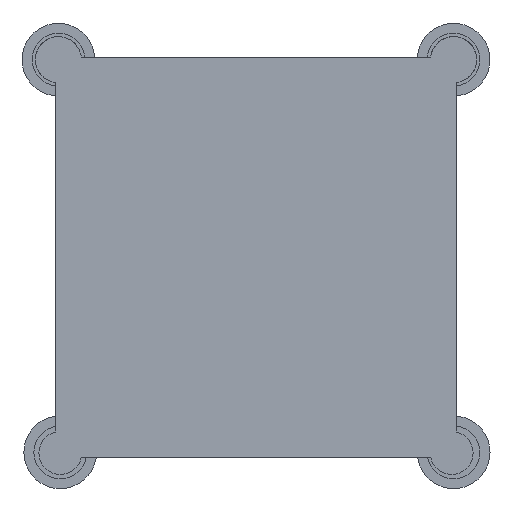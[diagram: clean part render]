
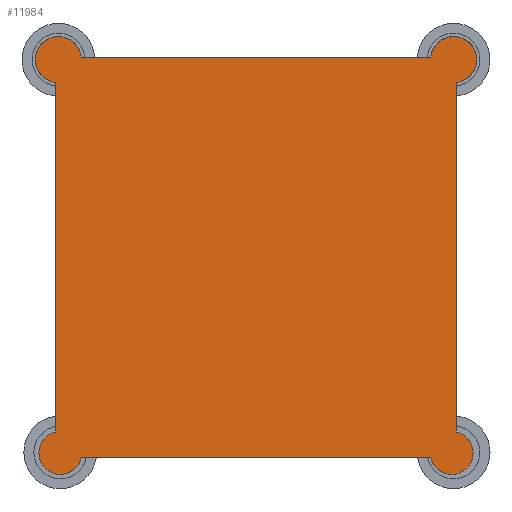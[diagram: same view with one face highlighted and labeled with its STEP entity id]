
A CAD part, front view. The second image highlights one B-rep face of the part: STEP entity #11984.
In plain terms, the highlighted planar face has unit normal (0, -1, 0).
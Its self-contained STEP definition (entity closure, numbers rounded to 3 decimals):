
#11792 = VERTEX_POINT('',#11793);
#11793 = CARTESIAN_POINT('',(11.497,7.778,
    -4.895));
#11799 = EDGE_CURVE('',#11800,#11792,#11802,.T.);
#11800 = VERTEX_POINT('',#11801);
#11801 = CARTESIAN_POINT('',(13.278,7.778,
    -6.676));
#11802 = CIRCLE('',#11803,1.607);
#11803 = AXIS2_PLACEMENT_3D('',#11804,#11805,#11806);
#11804 = CARTESIAN_POINT('',(13.093,7.778,
    -5.08));
#11805 = DIRECTION('',(0.,-1.,0.));
#11806 = DIRECTION('',(-0.993,0.,0.115
    ));
#11825 = EDGE_CURVE('',#11826,#11800,#11828,.T.);
#11826 = VERTEX_POINT('',#11827);
#11827 = CARTESIAN_POINT('',(13.278,7.778,
    -31.06));
#11828 = LINE('',#11829,#11830);
#11829 = CARTESIAN_POINT('',(13.278,7.778,
    -6.676));
#11830 = VECTOR('',#11831,1.);
#11831 = DIRECTION('',(0.,0.,1.));
#11849 = EDGE_CURVE('',#11850,#11826,#11852,.T.);
#11850 = VERTEX_POINT('',#11851);
#11851 = CARTESIAN_POINT('',(11.497,7.778,
    -32.841));
#11852 = CIRCLE('',#11853,1.496);
#11853 = AXIS2_PLACEMENT_3D('',#11854,#11855,#11856);
#11854 = CARTESIAN_POINT('',(12.958,7.778,
    -32.521));
#11855 = DIRECTION('',(0.,-1.,0.));
#11856 = DIRECTION('',(0.214,0.,0.977)
  );
#11874 = EDGE_CURVE('',#11875,#11850,#11877,.T.);
#11875 = VERTEX_POINT('',#11876);
#11876 = CARTESIAN_POINT('',(-12.887,7.778,
    -32.841));
#11877 = LINE('',#11878,#11879);
#11878 = CARTESIAN_POINT('',(11.497,7.778,
    -32.841));
#11879 = VECTOR('',#11880,1.);
#11880 = DIRECTION('',(1.,0.,0.));
#11898 = EDGE_CURVE('',#11899,#11875,#11901,.T.);
#11899 = VERTEX_POINT('',#11900);
#11900 = CARTESIAN_POINT('',(-14.668,7.778,
    -31.06));
#11901 = CIRCLE('',#11902,1.496);
#11902 = AXIS2_PLACEMENT_3D('',#11903,#11904,#11905);
#11903 = CARTESIAN_POINT('',(-14.348,7.778,
    -32.521));
#11904 = DIRECTION('',(0.,-1.,0.));
#11905 = DIRECTION('',(0.977,0.,-0.214
    ));
#11923 = EDGE_CURVE('',#11924,#11899,#11926,.T.);
#11924 = VERTEX_POINT('',#11925);
#11925 = CARTESIAN_POINT('',(-14.668,7.778,
    -6.676));
#11926 = LINE('',#11927,#11928);
#11927 = CARTESIAN_POINT('',(-14.668,7.778,
    -31.06));
#11928 = VECTOR('',#11929,1.);
#11929 = DIRECTION('',(0.,0.,-1.));
#11947 = EDGE_CURVE('',#11948,#11924,#11950,.T.);
#11948 = VERTEX_POINT('',#11949);
#11949 = CARTESIAN_POINT('',(-12.887,7.778,
    -4.895));
#11950 = CIRCLE('',#11951,1.607);
#11951 = AXIS2_PLACEMENT_3D('',#11952,#11953,#11954);
#11952 = CARTESIAN_POINT('',(-14.483,7.778,
    -5.08));
#11953 = DIRECTION('',(0.,-1.,0.));
#11954 = DIRECTION('',(-0.115,0.,
    -0.993));
#11973 = EDGE_CURVE('',#11792,#11948,#11974,.T.);
#11974 = LINE('',#11975,#11976);
#11975 = CARTESIAN_POINT('',(-4.251,7.778,
    -4.895));
#11976 = VECTOR('',#11977,1.);
#11977 = DIRECTION('',(-1.,0.,0.));
#11984 = ADVANCED_FACE('',(#11985),#11995,.F.);
#11985 = FACE_BOUND('',#11986,.T.);
#11986 = EDGE_LOOP('',(#11987,#11988,#11989,#11990,#11991,#11992,#11993,
    #11994));
#11987 = ORIENTED_EDGE('',*,*,#11973,.T.);
#11988 = ORIENTED_EDGE('',*,*,#11947,.T.);
#11989 = ORIENTED_EDGE('',*,*,#11923,.T.);
#11990 = ORIENTED_EDGE('',*,*,#11898,.T.);
#11991 = ORIENTED_EDGE('',*,*,#11874,.T.);
#11992 = ORIENTED_EDGE('',*,*,#11849,.T.);
#11993 = ORIENTED_EDGE('',*,*,#11825,.T.);
#11994 = ORIENTED_EDGE('',*,*,#11799,.T.);
#11995 = PLANE('',#11996);
#11996 = AXIS2_PLACEMENT_3D('',#11997,#11998,#11999);
#11997 = CARTESIAN_POINT('',(-0.695,7.778,
    -18.745));
#11998 = DIRECTION('',(0.,1.,0.));
#11999 = DIRECTION('',(1.,0.,0.));
